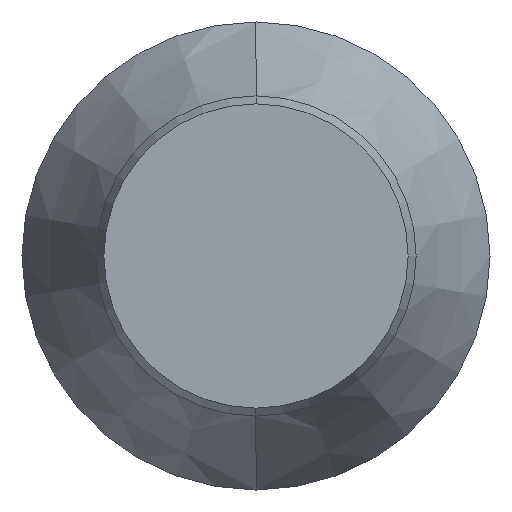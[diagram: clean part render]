
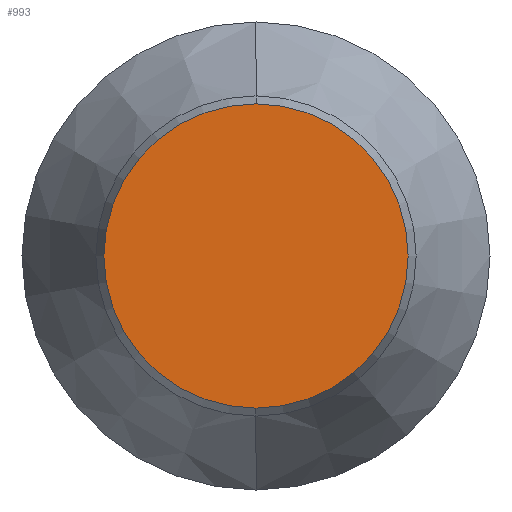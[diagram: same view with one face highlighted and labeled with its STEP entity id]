
A CAD part, left-side view. The second image highlights one B-rep face of the part: STEP entity #993.
In plain terms, the highlighted planar face has unit normal (-1, 0, 0).
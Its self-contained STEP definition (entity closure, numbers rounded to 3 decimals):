
#7 = DIRECTION ( 'NONE',  ( 0., 0., 1. ) ) ;
#25 = DIRECTION ( 'NONE',  ( -1., 0., 0. ) ) ;
#32 = CARTESIAN_POINT ( 'NONE',  ( -0.5, 0., 0. ) ) ;
#139 = VERTEX_POINT ( 'NONE', #1175 ) ;
#174 = EDGE_LOOP ( 'NONE', ( #498, #658 ) ) ;
#210 = PLANE ( 'NONE',  #446 ) ;
#270 = AXIS2_PLACEMENT_3D ( 'NONE', #32, #25, #7 ) ;
#343 = CARTESIAN_POINT ( 'NONE',  ( -0.5, 0., -9.75 ) ) ;
#351 = VERTEX_POINT ( 'NONE', #343 ) ;
#438 = DIRECTION ( 'NONE',  ( -1., 0., 0. ) ) ;
#446 = AXIS2_PLACEMENT_3D ( 'NONE', #721, #489, #935 ) ;
#472 = FACE_OUTER_BOUND ( 'NONE', #174, .T. ) ;
#489 = DIRECTION ( 'NONE',  ( 1., 0., 0. ) ) ;
#498 = ORIENTED_EDGE ( 'NONE', *, *, #706, .T. ) ;
#611 = CIRCLE ( 'NONE', #659, 9.75 ) ;
#658 = ORIENTED_EDGE ( 'NONE', *, *, #664, .T. ) ;
#659 = AXIS2_PLACEMENT_3D ( 'NONE', #1184, #438, #1085 ) ;
#664 = EDGE_CURVE ( 'NONE', #351, #139, #666, .T. ) ;
#666 = CIRCLE ( 'NONE', #270, 9.75 ) ;
#706 = EDGE_CURVE ( 'NONE', #139, #351, #611, .T. ) ;
#721 = CARTESIAN_POINT ( 'NONE',  ( -0.5, 3.535, 0. ) ) ;
#935 = DIRECTION ( 'NONE',  ( 0., 0., -1. ) ) ;
#993 = ADVANCED_FACE ( 'NONE', ( #472 ), #210, .F. ) ;
#1085 = DIRECTION ( 'NONE',  ( 0., 0., 1. ) ) ;
#1175 = CARTESIAN_POINT ( 'NONE',  ( -0.5, 0., 9.75 ) ) ;
#1184 = CARTESIAN_POINT ( 'NONE',  ( -0.5, 0., 0. ) ) ;
